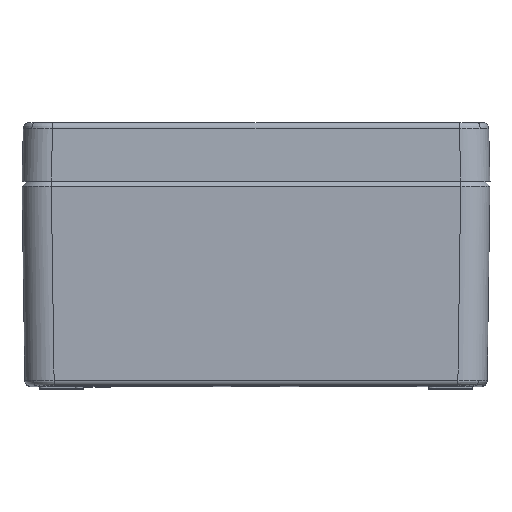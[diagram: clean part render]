
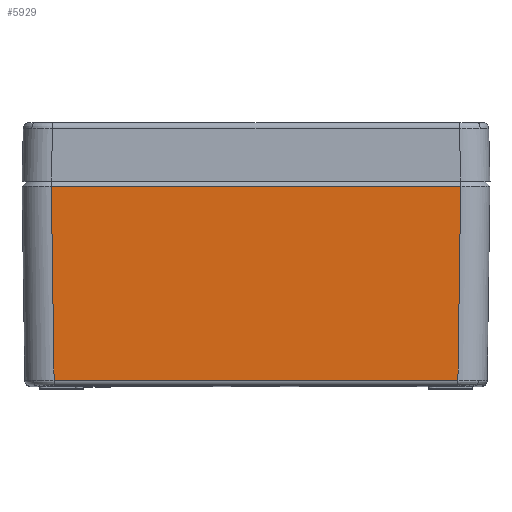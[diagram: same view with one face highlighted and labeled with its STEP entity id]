
A CAD part, top view. The second image highlights one B-rep face of the part: STEP entity #5929.
In plain terms, the highlighted planar face has unit normal (0, -0.014, 1).
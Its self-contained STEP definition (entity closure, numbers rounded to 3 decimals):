
#943 = DIRECTION ( 'NONE',  ( -1., 0., 0. ) ) ;
#944 = VECTOR ( 'NONE', #943, 1000. ) ;
#945 = CARTESIAN_POINT ( 'NONE',  ( -80., -1.8, 79.974 ) ) ;
#946 = LINE ( 'NONE', #945, #944 ) ;
#953 = CARTESIAN_POINT ( 'NONE',  ( 69.975, -1.8, 79.974 ) ) ;
#1144 = DIRECTION ( 'NONE',  ( 0.014, 1., 0.014 ) ) ;
#1145 = VECTOR ( 'NONE', #1144, 1000. ) ;
#1146 = CARTESIAN_POINT ( 'NONE',  ( 69.97, -2.141, 79.969 ) ) ;
#1147 = LINE ( 'NONE', #1146, #1145 ) ;
#1355 = DIRECTION ( 'NONE',  ( 1., 0., 0. ) ) ;
#1356 = VECTOR ( 'NONE', #1355, 1000. ) ;
#1357 = CARTESIAN_POINT ( 'NONE',  ( 69.001, -68.029, 79.028 ) ) ;
#1358 = LINE ( 'NONE', #1357, #1356 ) ;
#4078 = VERTEX_POINT ( 'NONE', #37508 ) ;
#5597 = EDGE_CURVE ( 'NONE', #5690, #5758, #38426, .T. ) ;
#5690 = VERTEX_POINT ( 'NONE', #38399 ) ;
#5732 = EDGE_LOOP ( 'NONE', ( #5739, #6962, #8393, #7563 ) ) ;
#5739 = ORIENTED_EDGE ( 'NONE', *, *, #5597, .T. ) ;
#5758 = VERTEX_POINT ( 'NONE', #38501 ) ;
#5929 = ADVANCED_FACE ( 'NONE', ( #38598 ), #38596, .T. ) ;
#6962 = ORIENTED_EDGE ( 'NONE', *, *, #9689, .T. ) ;
#7563 = ORIENTED_EDGE ( 'NONE', *, *, #7589, .T. ) ;
#7567 = VERTEX_POINT ( 'NONE', #953 ) ;
#7589 = EDGE_CURVE ( 'NONE', #7567, #5690, #946, .T. ) ;
#8393 = ORIENTED_EDGE ( 'NONE', *, *, #8555, .T. ) ;
#8555 = EDGE_CURVE ( 'NONE', #4078, #7567, #1147, .T. ) ;
#9689 = EDGE_CURVE ( 'NONE', #5758, #4078, #1358, .T. ) ;
#37508 = CARTESIAN_POINT ( 'NONE',  ( 69.03, -68.029, 79.028 ) ) ;
#38399 = CARTESIAN_POINT ( 'NONE',  ( -69.975, -1.8, 79.974 ) ) ;
#38420 = DIRECTION ( 'NONE',  ( 0.014, -1., -0.014 ) ) ;
#38421 = VECTOR ( 'NONE', #38420, 1000. ) ;
#38424 = CARTESIAN_POINT ( 'NONE',  ( -70.003, 0.143, 80.002 ) ) ;
#38426 = LINE ( 'NONE', #38424, #38421 ) ;
#38501 = CARTESIAN_POINT ( 'NONE',  ( -69.03, -68.029, 79.028 ) ) ;
#38583 = DIRECTION ( 'NONE',  ( 0., -1., -0.014 ) ) ;
#38586 = DIRECTION ( 'NONE',  ( 0., -0.014, 1. ) ) ;
#38588 = AXIS2_PLACEMENT_3D ( 'NONE', #38595, #38586, #38583 ) ;
#38595 = CARTESIAN_POINT ( 'NONE',  ( -80., 0., 80. ) ) ;
#38596 = PLANE ( 'NONE',  #38588 ) ;
#38598 = FACE_OUTER_BOUND ( 'NONE', #5732, .T. ) ;
